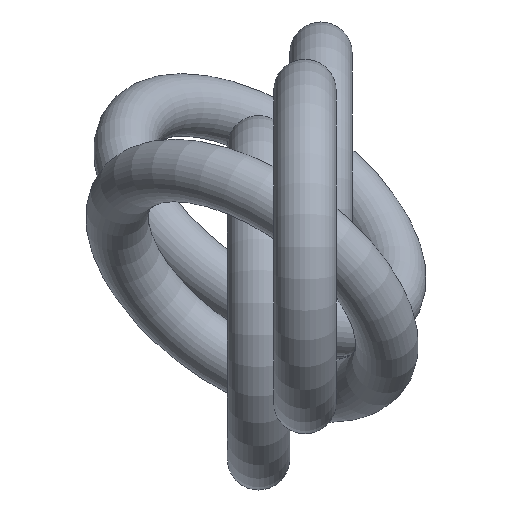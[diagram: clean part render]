
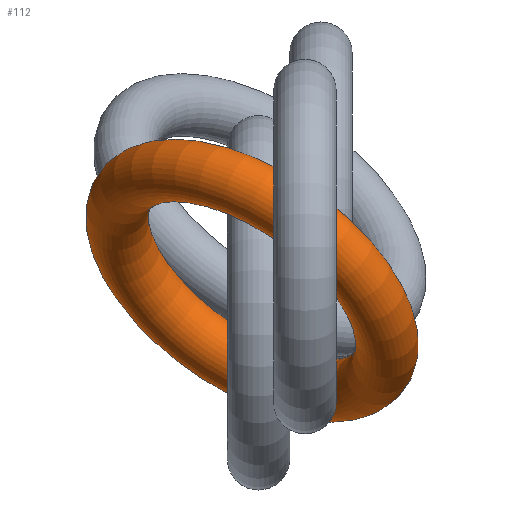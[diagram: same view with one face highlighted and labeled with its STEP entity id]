
A CAD part, front view. The second image highlights one B-rep face of the part: STEP entity #112.
In plain terms, the highlighted toroidal (fillet/blend) face has major radius 2.5 mm and minor radius 0.5 mm.
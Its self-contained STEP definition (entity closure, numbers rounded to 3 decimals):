
#52=FACE_OUTER_BOUND('',#57,.T.);
#57=EDGE_LOOP('',(#90,#91,#92,#93));
#63=CIRCLE('',#173,0.5);
#64=CIRCLE('',#174,2.);
#72=VERTEX_POINT('',#249);
#78=EDGE_CURVE('',#72,#72,#63,.T.);
#79=EDGE_CURVE('',#72,#72,#64,.T.);
#90=ORIENTED_EDGE('',*,*,#78,.F.);
#91=ORIENTED_EDGE('',*,*,#79,.T.);
#92=ORIENTED_EDGE('',*,*,#78,.T.);
#93=ORIENTED_EDGE('',*,*,#79,.F.);
#107=TOROIDAL_SURFACE('',#172,2.5,0.5);
#112=ADVANCED_FACE('',(#52),#107,.T.);
#172=AXIS2_PLACEMENT_3D('',#248,#203,#204);
#173=AXIS2_PLACEMENT_3D('',#250,#205,#206);
#174=AXIS2_PLACEMENT_3D('',#251,#207,#208);
#203=DIRECTION('center_axis',(1.,0.,0.));
#204=DIRECTION('ref_axis',(0.,0.,-1.));
#205=DIRECTION('center_axis',(0.,-1.,0.));
#206=DIRECTION('ref_axis',(0.,0.,1.));
#207=DIRECTION('center_axis',(-1.,0.,0.));
#208=DIRECTION('ref_axis',(0.,0.,-1.));
#248=CARTESIAN_POINT('Origin',(0.,0.,0.));
#249=CARTESIAN_POINT('',(0.,0.,2.));
#250=CARTESIAN_POINT('Origin',(0.,0.,
2.5));
#251=CARTESIAN_POINT('Origin',(0.,0.,0.));
